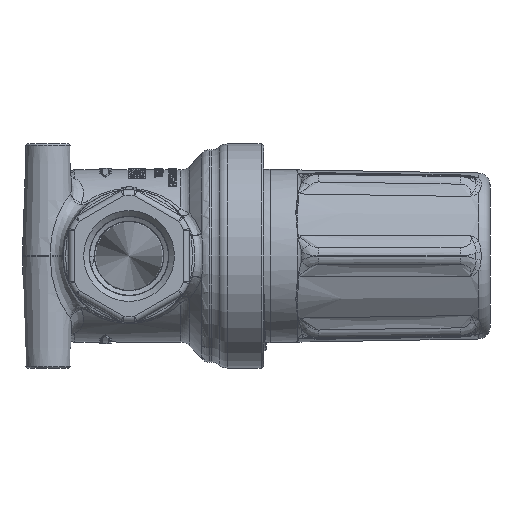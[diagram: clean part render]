
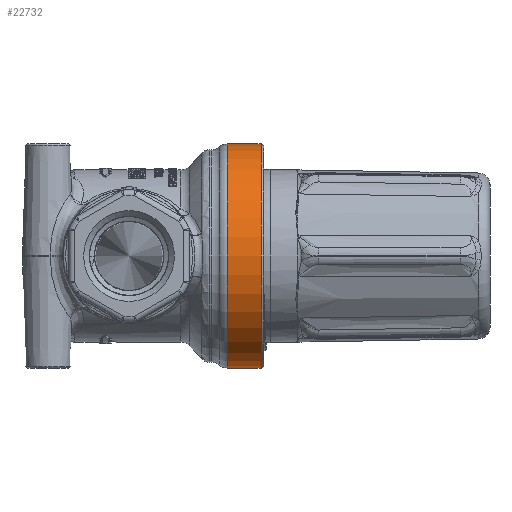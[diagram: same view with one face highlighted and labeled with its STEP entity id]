
A CAD part, left-side view. The second image highlights one B-rep face of the part: STEP entity #22732.
In plain terms, the highlighted cylindrical face has radius 30.099 mm (diameter 60.198 mm), a full revolution.
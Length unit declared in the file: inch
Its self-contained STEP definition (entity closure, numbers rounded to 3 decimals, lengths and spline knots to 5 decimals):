
#1506=CIRCLE('',#24266,1.185);
#1507=CIRCLE('',#24267,1.185);
#1508=CIRCLE('',#24268,1.185);
#1509=CIRCLE('',#24270,1.185);
#1510=CIRCLE('',#24271,1.185);
#1511=CIRCLE('',#24272,1.185);
#2386=CYLINDRICAL_SURFACE('',#24269,1.185);
#2592=FACE_OUTER_BOUND('',#3981,.T.);
#3981=EDGE_LOOP('',(#15538,#15539,#15540,#15541,#15542,#15543,#15544,#15545));
#6687=LINE('',#35706,#8061);
#8061=VECTOR('',#26296,1.185);
#9502=VERTEX_POINT('',#35697);
#9503=VERTEX_POINT('',#35699);
#9504=VERTEX_POINT('',#35701);
#9505=VERTEX_POINT('',#35705);
#9506=VERTEX_POINT('',#35707);
#9507=VERTEX_POINT('',#35709);
#11870=EDGE_CURVE('',#9502,#9503,#1506,.T.);
#11871=EDGE_CURVE('',#9503,#9504,#1507,.T.);
#11872=EDGE_CURVE('',#9504,#9502,#1508,.T.);
#11873=EDGE_CURVE('',#9504,#9505,#6687,.T.);
#11874=EDGE_CURVE('',#9506,#9505,#1509,.T.);
#11875=EDGE_CURVE('',#9507,#9506,#1510,.T.);
#11876=EDGE_CURVE('',#9505,#9507,#1511,.T.);
#15538=ORIENTED_EDGE('',*,*,#11871,.F.);
#15539=ORIENTED_EDGE('',*,*,#11870,.F.);
#15540=ORIENTED_EDGE('',*,*,#11872,.F.);
#15541=ORIENTED_EDGE('',*,*,#11873,.T.);
#15542=ORIENTED_EDGE('',*,*,#11874,.F.);
#15543=ORIENTED_EDGE('',*,*,#11875,.F.);
#15544=ORIENTED_EDGE('',*,*,#11876,.F.);
#15545=ORIENTED_EDGE('',*,*,#11873,.F.);
#22732=ADVANCED_FACE('',(#2592),#2386,.T.);
#24266=AXIS2_PLACEMENT_3D('',#35700,#26288,#26289);
#24267=AXIS2_PLACEMENT_3D('',#35702,#26290,#26291);
#24268=AXIS2_PLACEMENT_3D('',#35703,#26292,#26293);
#24269=AXIS2_PLACEMENT_3D('',#35704,#26294,#26295);
#24270=AXIS2_PLACEMENT_3D('',#35708,#26297,#26298);
#24271=AXIS2_PLACEMENT_3D('',#35710,#26299,#26300);
#24272=AXIS2_PLACEMENT_3D('',#35711,#26301,#26302);
#26288=DIRECTION('center_axis',(0.,1.,0.));
#26289=DIRECTION('ref_axis',(1.,0.,0.));
#26290=DIRECTION('center_axis',(0.,1.,0.));
#26291=DIRECTION('ref_axis',(1.,0.,0.));
#26292=DIRECTION('center_axis',(0.,1.,0.));
#26293=DIRECTION('ref_axis',(1.,0.,0.));
#26294=DIRECTION('center_axis',(0.,1.,0.));
#26295=DIRECTION('ref_axis',(-1.,0.,0.));
#26296=DIRECTION('',(0.,-1.,0.));
#26297=DIRECTION('center_axis',(0.,-1.,0.));
#26298=DIRECTION('ref_axis',(1.,0.,0.));
#26299=DIRECTION('center_axis',(0.,-1.,0.));
#26300=DIRECTION('ref_axis',(1.,0.,0.));
#26301=DIRECTION('center_axis',(0.,-1.,0.));
#26302=DIRECTION('ref_axis',(1.,0.,0.));
#35697=CARTESIAN_POINT('',(0.,-1.03678,-1.185));
#35699=CARTESIAN_POINT('',(-1.185,-1.03678,0.));
#35700=CARTESIAN_POINT('Origin',(0.,-1.03678,0.));
#35701=CARTESIAN_POINT('',(1.185,-1.03678,0.));
#35702=CARTESIAN_POINT('Origin',(0.,-1.03678,0.));
#35703=CARTESIAN_POINT('Origin',(0.,-1.03678,0.));
#35704=CARTESIAN_POINT('Origin',(0.,-1.205,0.));
#35705=CARTESIAN_POINT('',(1.185,-1.395,0.));
#35706=CARTESIAN_POINT('',(1.185,-1.205,0.));
#35707=CARTESIAN_POINT('',(0.,-1.395,-1.185));
#35708=CARTESIAN_POINT('Origin',(0.,-1.395,0.));
#35709=CARTESIAN_POINT('',(-1.185,-1.395,0.));
#35710=CARTESIAN_POINT('Origin',(0.,-1.395,0.));
#35711=CARTESIAN_POINT('Origin',(0.,-1.395,0.));
